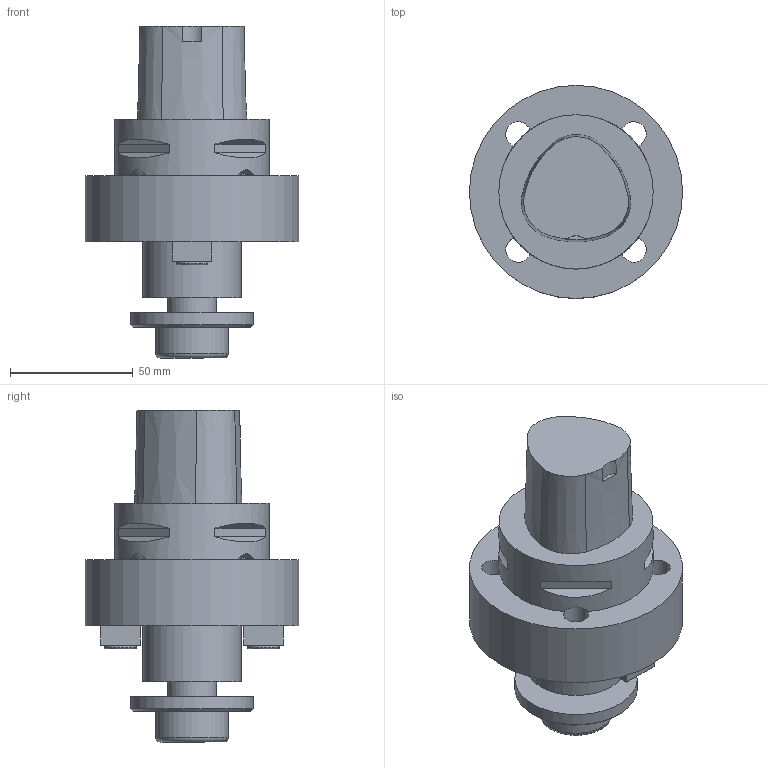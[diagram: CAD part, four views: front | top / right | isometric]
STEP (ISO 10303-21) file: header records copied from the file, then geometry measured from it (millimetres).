
FILE_DESCRIPTION(/* description */ ('3-D model version:1'),/* implementation_level */ '2;1');
FILE_NAME(/* name */ 'C6-391.05C-40050M',/* time_stamp */ '2016-12-02T14:00:33',/* author */ ('InteractiveCad'),/* organization */ ('AB Sandvik Coromant'),/* preprocessor_version */ 'ST-DEVELOPER v11',/* originating_system */ 'SIEMENS UGS NX 6.0',/* authorization */ '');
FILE_SCHEMA(('AUTOMOTIVE_DESIGN'));
Length unit declared in the file: millimetre
Products named in the file (1): C6_391_05C_40050M_SIM
Bounding box: 87 x 87 x 135.5 mm (x, y, z)
Volume: 330879.8 mm3; surface area: 43861.4 mm2
Topology: 1 solids, 1 shells, 74 faces, 177 edges, 117 vertices
Faces by surface type: plane 35, cylinder 20, cone 15, torus 4
Full cylindrical faces by diameter (mm): 5 x4, 10.2 x4, 13 x2, 13.3 x2, 20 x1, 21 x1, 29.835 x1, 40 x1, 50 x1, 63 x1, 87 x1
Entity records: 2046 total; most frequent: CARTESIAN_POINT 358, DIRECTION 356, ORIENTED_EDGE 266, AXIS2_PLACEMENT_3D 151, EDGE_CURVE 133, EDGE_LOOP 122, VERTEX_POINT 105, FACE_BOUND 90
